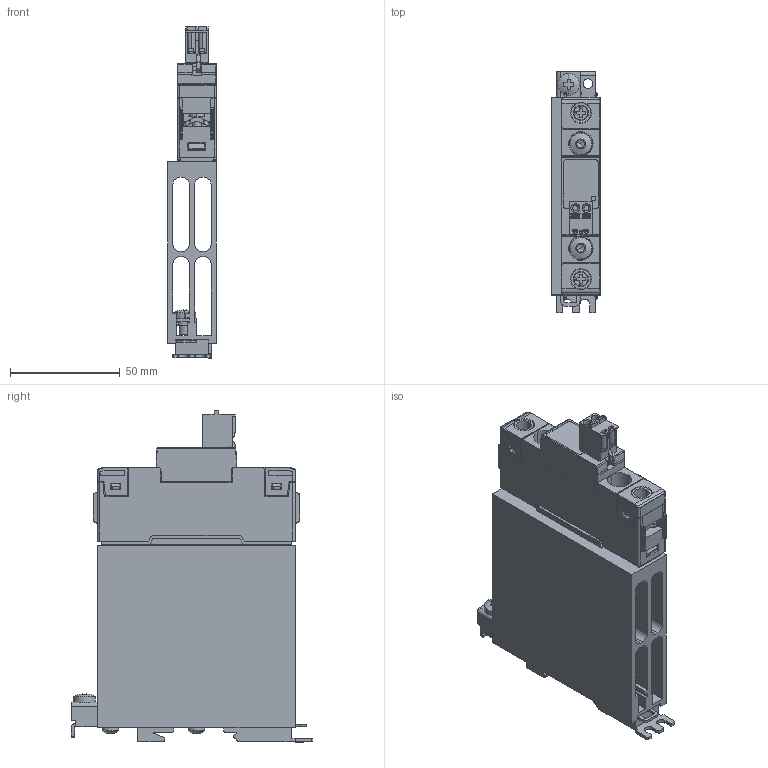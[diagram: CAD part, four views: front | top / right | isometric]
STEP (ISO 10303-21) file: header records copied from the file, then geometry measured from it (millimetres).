
FILE_DESCRIPTION((''),'2;1');
FILE_NAME('CGI0839-01.stp','2012-08-16T14:23:18',(''),(''),'Mechanical Desktop 2009','Mechanical Desktop 2009',', , ');
FILE_SCHEMA(('CONFIG_CONTROL_DESIGN'));
Length unit declared in the file: millimetre
Products named in the file (2): Product; CGI0839-01
Assembly tree (1 placements, depth 2):
  Product
    CGI0839-01
Bounding box: 22.2 x 110 x 151.28 mm (x, y, z)
Volume: 138995 mm3; surface area: 68361.8 mm2
Topology: 7 solids, 7 shells, 1205 faces, 3311 edges, 2134 vertices
Faces by surface type: bspline 496, plane 428, cylinder 237, cone 25, torus 12, sphere 7
Entity records: 42614 total; most frequent: CARTESIAN_POINT 13027, ORIENTED_EDGE 6582, DIRECTION 5535, EDGE_CURVE 3291, VECTOR 2193, LINE 2193, VERTEX_POINT 2134, AXIS2_PLACEMENT_3D 1671
